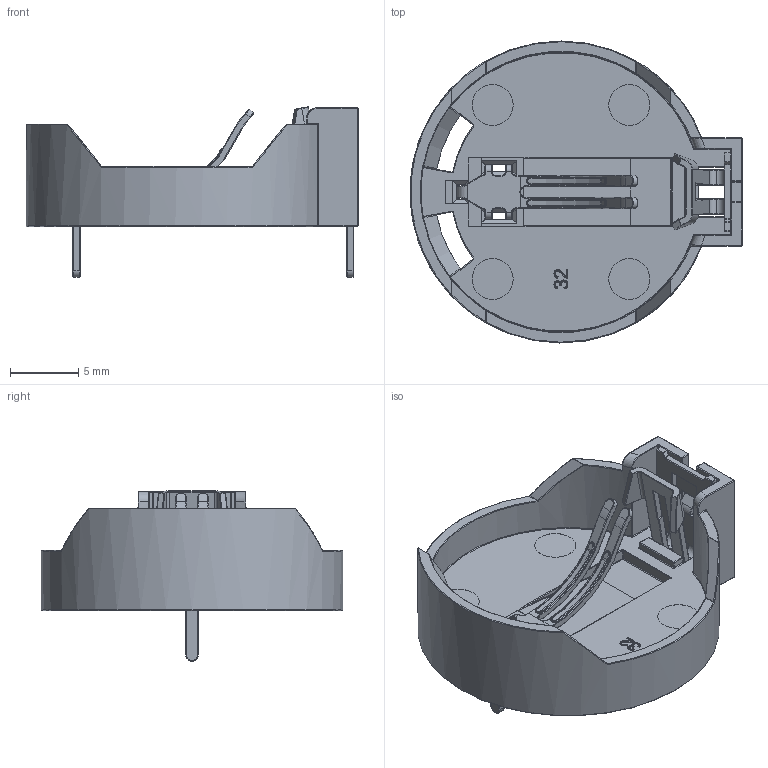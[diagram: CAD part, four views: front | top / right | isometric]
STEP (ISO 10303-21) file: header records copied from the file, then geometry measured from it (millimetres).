
FILE_DESCRIPTION(/* description */ (''),/* implementation_level */ '2;1');
FILE_NAME(/* name */ 'Coin Cell Holder CR2025 & CR2032.stp',/* time_stamp */ '2020-05-04T18:42:03+02:00',/* author */ ('diwou'),/* organization */ (''),/* preprocessor_version */ 'ST-DEVELOPER v18',/* originating_system */ 'Autodesk Inventor 2020',/* authorisation */ '');
FILE_SCHEMA (('AUTOMOTIVE_DESIGN { 1 0 10303 214 3 1 1 }'));
Length unit declared in the file: millimetre
Products named in the file (1): Coin Cell Holder CR2025 & CR2032
Bounding box: 24.3 x 22.1 x 12.46 mm (x, y, z)
Volume: 950.6 mm3; surface area: 1980.3 mm2
Topology: 3 solids, 3 shells, 1305 faces, 3014 edges, 1685 vertices
Faces by surface type: cylinder 507, bspline 248, torus 237, plane 225, sphere 86, cone 2
Full cylindrical faces by diameter (mm): 1.25 x3, 3 x4
Entity records: 47242 total; most frequent: CARTESIAN_POINT 17272, DIRECTION 6147, ORIENTED_EDGE 5954, EDGE_CURVE 2977, AXIS2_PLACEMENT_3D 2537, VERTEX_POINT 1683, CIRCLE 1349, EDGE_LOOP 1322
